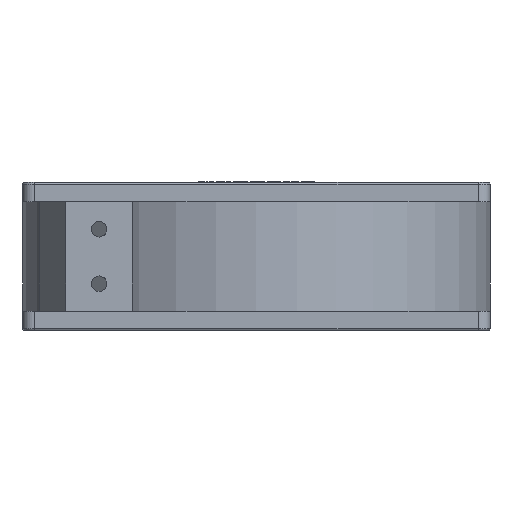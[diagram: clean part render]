
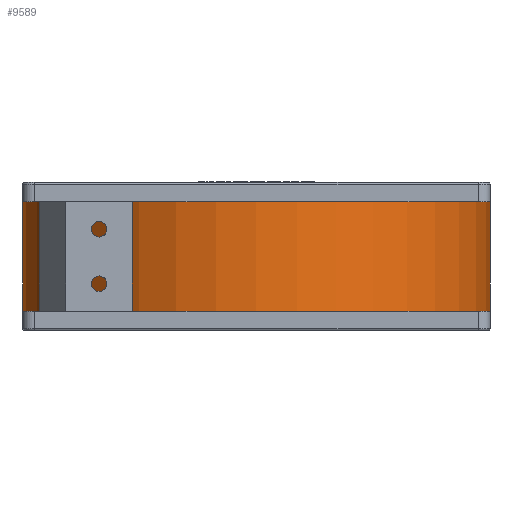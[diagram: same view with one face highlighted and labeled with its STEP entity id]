
A CAD part, front view. The second image highlights one B-rep face of the part: STEP entity #9589.
In plain terms, the highlighted cylindrical face has radius 60 mm (diameter 120 mm), a partial arc.
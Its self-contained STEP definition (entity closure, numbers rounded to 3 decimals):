
#1038=CARTESIAN_POINT('',(0.,0.,-14.));
#1039=DIRECTION('',(0.,0.,-1.));
#1040=DIRECTION('',(1.,0.,0.));
#1041=AXIS2_PLACEMENT_3D('',#1038,#1039,#1040);
#1054=CARTESIAN_POINT('',(0.,0.,-14.));
#1055=DIRECTION('',(0.,0.,-1.));
#1056=DIRECTION('',(0.,-1.,0.));
#1057=AXIS2_PLACEMENT_3D('',#1054,#1055,#1056);
#2217=CARTESIAN_POINT('',(0.,0.,14.));
#2218=DIRECTION('',(0.,0.,-1.));
#2219=DIRECTION('',(1.,0.,0.));
#2220=AXIS2_PLACEMENT_3D('',#2217,#2218,#2219);
#2233=CARTESIAN_POINT('',(0.,0.,14.));
#2234=DIRECTION('',(0.,0.,-1.));
#2235=DIRECTION('',(0.,-1.,0.));
#2236=AXIS2_PLACEMENT_3D('',#2233,#2234,#2235);
#3590=DIRECTION('',(0.,0.,-1.));
#3591=VECTOR('',#3590,28.);
#3592=CARTESIAN_POINT('',(-60.,0.,14.));
#3593=LINE('',#3592,#3591);
#3597=DIRECTION('',(0.,0.,-1.));
#3598=VECTOR('',#3597,28.);
#3599=CARTESIAN_POINT('',(60.,0.,14.));
#3600=LINE('',#3599,#3598);
#5350=CARTESIAN_POINT('',(-60.,0.,14.));
#5351=CARTESIAN_POINT('',(-60.,0.,-14.));
#5352=VERTEX_POINT('',#5350);
#5353=VERTEX_POINT('',#5351);
#5354=CARTESIAN_POINT('',(60.,0.,14.));
#5355=CARTESIAN_POINT('',(60.,0.,-14.));
#5356=VERTEX_POINT('',#5354);
#5357=VERTEX_POINT('',#5355);
#5360=CARTESIAN_POINT('',(0.,-60.,14.));
#5361=VERTEX_POINT('',#5360);
#5364=CARTESIAN_POINT('',(0.,-60.,-14.));
#5365=VERTEX_POINT('',#5364);
#9576=CARTESIAN_POINT('',(0.,0.,14.));
#9577=DIRECTION('',(0.,0.,1.));
#9578=DIRECTION('',(1.,0.,0.));
#9579=AXIS2_PLACEMENT_3D('',#9576,#9577,#9578);
#9580=CYLINDRICAL_SURFACE('',#9579,60.);
#9581=ORIENTED_EDGE('',*,*,#8174,.F.);
#9582=ORIENTED_EDGE('',*,*,#9570,.T.);
#9583=ORIENTED_EDGE('',*,*,#6837,.T.);
#9584=ORIENTED_EDGE('',*,*,#6859,.T.);
#9585=ORIENTED_EDGE('',*,*,#9566,.F.);
#9586=ORIENTED_EDGE('',*,*,#8194,.F.);
#9587=EDGE_LOOP('',(#9581,#9582,#9583,#9584,#9585,#9586));
#9588=FACE_OUTER_BOUND('',#9587,.F.);
#1042=CIRCLE('',#1041,60.);
#1058=CIRCLE('',#1057,60.);
#2221=CIRCLE('',#2220,60.);
#2237=CIRCLE('',#2236,60.);
#6837=EDGE_CURVE('',#5357,#5365,#1042,.T.);
#6859=EDGE_CURVE('',#5365,#5353,#1058,.T.);
#8174=EDGE_CURVE('',#5356,#5361,#2221,.T.);
#8194=EDGE_CURVE('',#5361,#5352,#2237,.T.);
#9566=EDGE_CURVE('',#5352,#5353,#3593,.T.);
#9570=EDGE_CURVE('',#5356,#5357,#3600,.T.);
#9589=ADVANCED_FACE('',(#9588),#9580,.T.);
